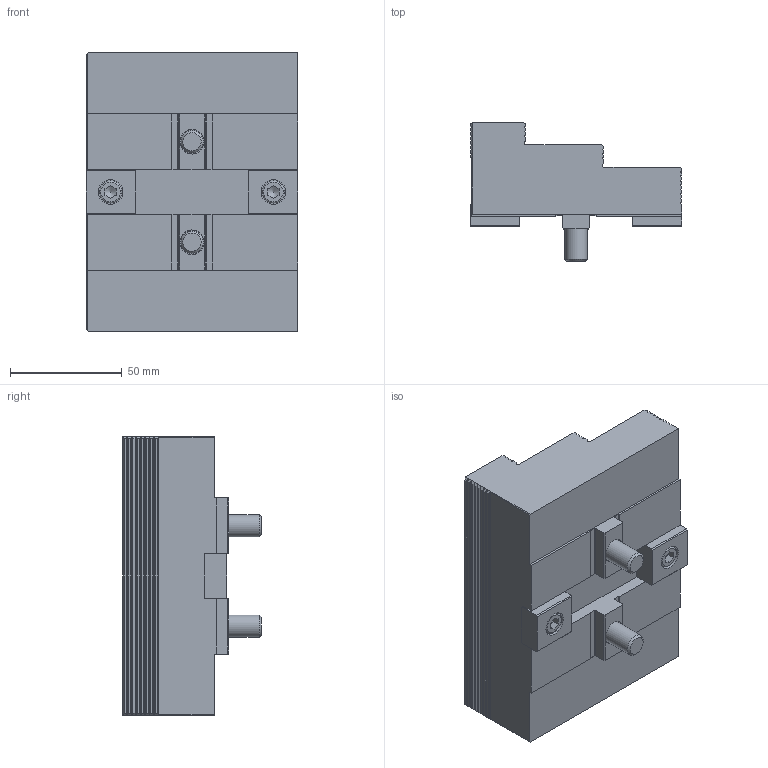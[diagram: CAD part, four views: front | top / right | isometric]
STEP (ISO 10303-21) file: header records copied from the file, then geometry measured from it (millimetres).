
FILE_DESCRIPTION(/* description */ (''),/* implementation_level */ '2;1');
FILE_NAME(/* name */ '301-0125-003-Kunde.stp',/* time_stamp */ '2023-01-20T11:24:00+01:00',/* author */ ('Chiacchiera'),/* organization */ (''),/* preprocessor_version */ 'ST-DEVELOPER v19.2',/* originating_system */ 'Autodesk Inventor 2023',/* authorisation */ '0 mm^3');
FILE_SCHEMA (('AUTOMOTIVE_DESIGN { 1 0 10303 214 3 1 1 }'));
Length unit declared in the file: millimetre
Products named in the file (1): 301-0125-003-Kunde
Bounding box: 95 x 62 x 125 mm (x, y, z)
Volume: 353175.9 mm3; surface area: 52563.3 mm2
Topology: 1 solids, 5 shells, 238 faces, 662 edges, 434 vertices
Faces by surface type: plane 174, cylinder 46, cone 10, torus 8
Full cylindrical faces by diameter (mm): 4.917 x2, 6 x2, 6.3 x2, 10 x4, 11 x4, 16 x2, 18 x2
Entity records: 7829 total; most frequent: CARTESIAN_POINT 1385, ORIENTED_EDGE 1312, DIRECTION 1230, EDGE_CURVE 656, LINE 504, VECTOR 504, VERTEX_POINT 434, AXIS2_PLACEMENT_3D 363
